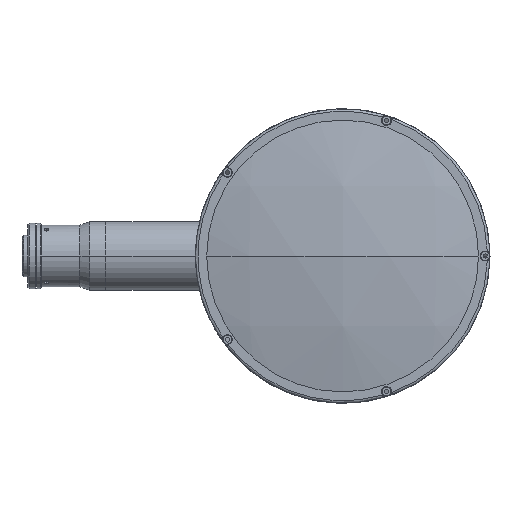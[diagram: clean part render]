
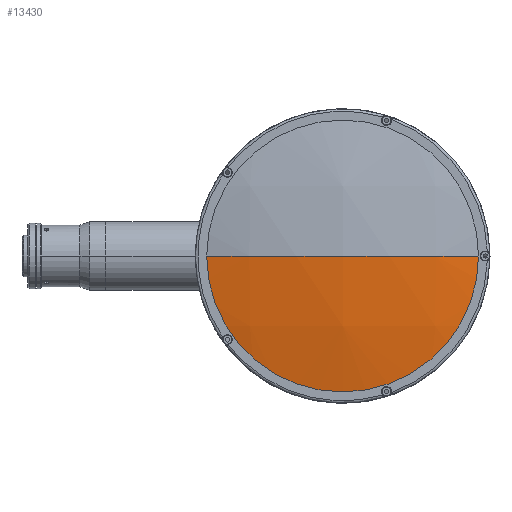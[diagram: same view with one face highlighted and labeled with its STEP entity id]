
A CAD part, left-side view. The second image highlights one B-rep face of the part: STEP entity #13430.
In plain terms, the highlighted spherical face has radius 384 mm.
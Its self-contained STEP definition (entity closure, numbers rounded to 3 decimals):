
#267 = VERTEX_POINT ( 'NONE', #11409 ) ;
#424 = DIRECTION ( 'NONE',  ( 0., 0., -1. ) ) ;
#1223 = ORIENTED_EDGE ( 'NONE', *, *, #12499, .T. ) ;
#1529 = CARTESIAN_POINT ( 'NONE',  ( 20.452, 0.64, 0. ) ) ;
#1556 = EDGE_CURVE ( 'NONE', #267, #8282, #8528, .T. ) ;
#1917 = CIRCLE ( 'NONE', #9236, 384. ) ;
#2240 = FACE_OUTER_BOUND ( 'NONE', #3873, .T. ) ;
#3873 = EDGE_LOOP ( 'NONE', ( #1223, #6064, #6279 ) ) ;
#4783 = CARTESIAN_POINT ( 'NONE',  ( -354.022, 0.64, 0. ) ) ;
#5442 = CARTESIAN_POINT ( 'NONE',  ( 20.452, 0.64, 0. ) ) ;
#5945 = DIRECTION ( 'NONE',  ( 0., 0., 1. ) ) ;
#6064 = ORIENTED_EDGE ( 'NONE', *, *, #1556, .T. ) ;
#6279 = ORIENTED_EDGE ( 'NONE', *, *, #7255, .F. ) ;
#6460 = DIRECTION ( 'NONE',  ( 0., 0., 1. ) ) ;
#6535 = AXIS2_PLACEMENT_3D ( 'NONE', #1529, #424, #8508 ) ;
#6634 = DIRECTION ( 'NONE',  ( 0., 1., 0. ) ) ;
#7255 = EDGE_CURVE ( 'NONE', #12903, #8282, #1917, .T. ) ;
#7317 = SPHERICAL_SURFACE ( 'NONE', #6535, 384. ) ;
#8282 = VERTEX_POINT ( 'NONE', #12818 ) ;
#8508 = DIRECTION ( 'NONE',  ( 0., 1., 0. ) ) ;
#8528 = CIRCLE ( 'NONE', #11016, 384. ) ;
#8537 = AXIS2_PLACEMENT_3D ( 'NONE', #4783, #12908, #5945 ) ;
#9236 = AXIS2_PLACEMENT_3D ( 'NONE', #13401, #6460, #14548 ) ;
#10499 = CARTESIAN_POINT ( 'NONE',  ( -354.022, 85.64, 0. ) ) ;
#11016 = AXIS2_PLACEMENT_3D ( 'NONE', #5442, #13581, #6634 ) ;
#11409 = CARTESIAN_POINT ( 'NONE',  ( -354.022, -84.36, 0. ) ) ;
#12499 = EDGE_CURVE ( 'NONE', #12903, #267, #12745, .T. ) ;
#12745 = CIRCLE ( 'NONE', #8537, 85. ) ;
#12818 = CARTESIAN_POINT ( 'NONE',  ( -363.548, 0.64, 0. ) ) ;
#12903 = VERTEX_POINT ( 'NONE', #10499 ) ;
#12908 = DIRECTION ( 'NONE',  ( -1., 0., 0. ) ) ;
#13401 = CARTESIAN_POINT ( 'NONE',  ( 20.452, 0.64, 0. ) ) ;
#13430 = ADVANCED_FACE ( 'NONE', ( #2240 ), #7317, .T. ) ;
#13581 = DIRECTION ( 'NONE',  ( 0., 0., -1. ) ) ;
#14548 = DIRECTION ( 'NONE',  ( 0., -1., 0. ) ) ;
